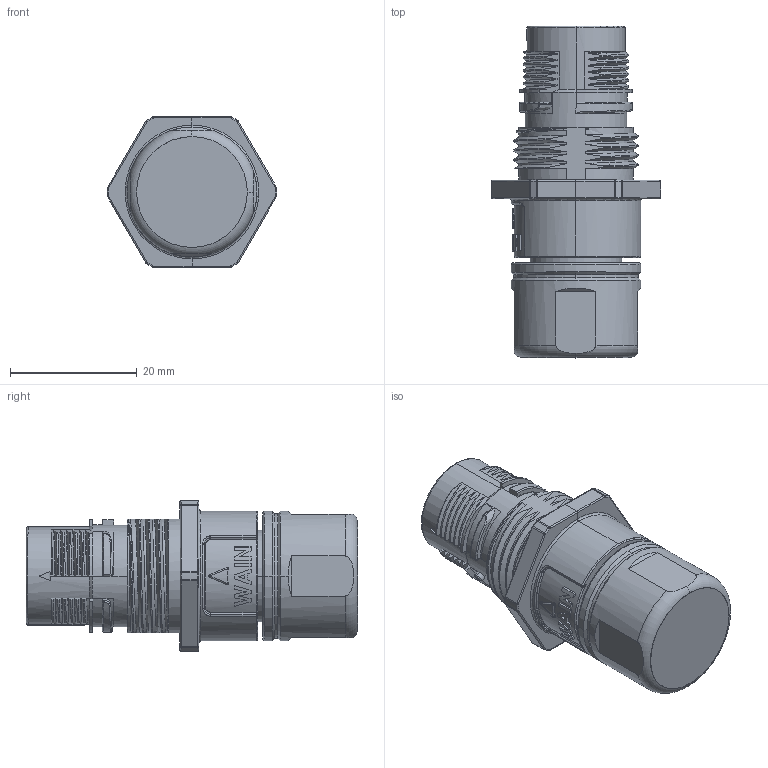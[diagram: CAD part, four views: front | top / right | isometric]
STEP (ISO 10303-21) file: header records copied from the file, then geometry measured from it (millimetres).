
FILE_DESCRIPTION((''),'2;1');
FILE_NAME('3D_1650077002512_M17-007_B-CCT_','2023-12-15T',('tc.chen'),(''),'PRO/ENGINEER BY PARAMETRIC TECHNOLOGY CORPORATION, 2012480','PRO/ENGINEER BY PARAMETRIC TECHNOLOGY CORPORATION, 2012480','');
FILE_SCHEMA(('CONFIG_CONTROL_DESIGN'));
Products named in the file (1): 3D_1650077002512_M17-007_B-CCT_
Bounding box: 26.8 x 52.41 x 23.85 mm (x, y, z)
Volume: 13391.7 mm3; surface area: 8938.4 mm2
Topology: 1 solids, 1 shells, 1024 faces, 2895 edges, 1891 vertices
Faces by surface type: plane 489, cylinder 240, bspline 136, torus 82, cone 42, extrusion 23, sphere 12
Entity records: 46930 total; most frequent: CARTESIAN_POINT 20506, ORIENTED_EDGE 5766, DIRECTION 4485, EDGE_CURVE 2883, VERTEX_POINT 1891, VECTOR 1507, AXIS2_PLACEMENT_3D 1489, LINE 1484
